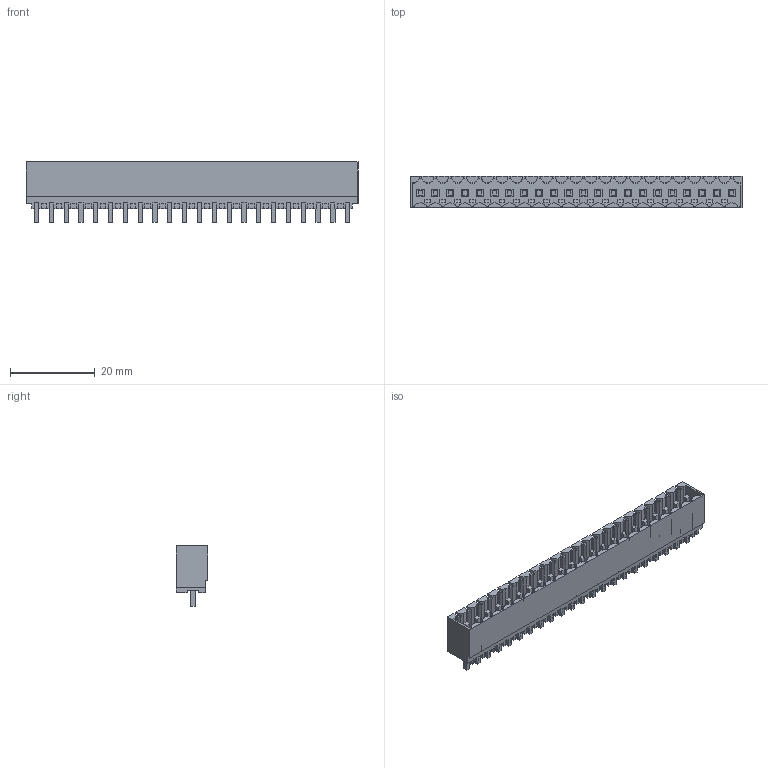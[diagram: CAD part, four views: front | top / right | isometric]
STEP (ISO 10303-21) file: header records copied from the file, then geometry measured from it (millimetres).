
FILE_DESCRIPTION(('CATIA V5 STEP Exchange','CAx-IF Rec.Pracs.--- Model Styling and Organization---1.2---2011-12-15'),'2;1');
FILE_NAME ('D1457266_0_1842510000_1842510000.stp','2018-03-14T17:35:13+00:00',('none'),('Weidmueller'),'CATIA Version 5-6 Release 2014','CATIA V5 STEP AP214','none');
FILE_SCHEMA(('AUTOMOTIVE_DESIGN { 1 0 10303 214 1 1 1 1 }'));
Length unit declared in the file: millimetre
Products named in the file (1): 1842510000
Bounding box: 78.4 x 7.45 x 14.25 mm (x, y, z)
Volume: 2508.6 mm3; surface area: 7179.1 mm2
Topology: 23 solids, 23 shells, 1612 faces, 4775 edges, 3252 vertices
Faces by surface type: plane 1458, cylinder 154
Entity records: 50655 total; most frequent: ORIENTED_EDGE 9550, CARTESIAN_POINT 9431, DIRECTION 6140, EDGE_CURVE 4775, VECTOR 4379, LINE 4379, VERTEX_POINT 3252, EDGE_LOOP 1699
